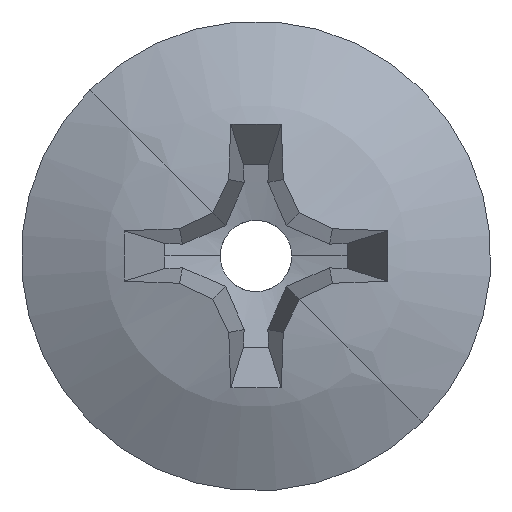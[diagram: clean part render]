
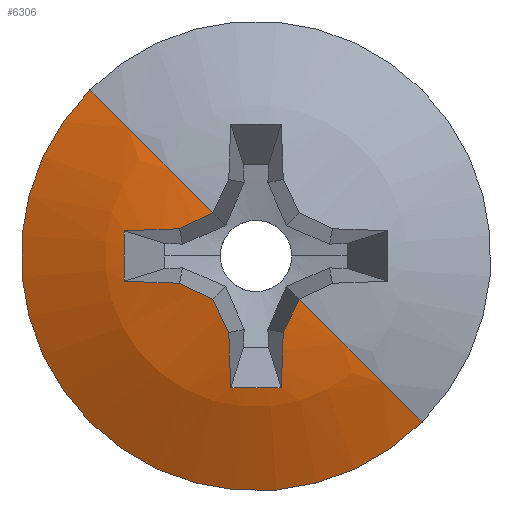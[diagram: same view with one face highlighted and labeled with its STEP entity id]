
A CAD part, left-side view. The second image highlights one B-rep face of the part: STEP entity #6306.
In plain terms, the highlighted spherical face has radius 6.558 mm.
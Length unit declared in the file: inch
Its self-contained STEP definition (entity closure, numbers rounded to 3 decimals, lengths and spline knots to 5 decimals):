
#2472=CARTESIAN_POINT('',(0.16393,0.01826,
0.01826));
#2473=DIRECTION('',(-0.162,0.698,0.698));
#2474=DIRECTION('',(-0.945,0.093,-0.312));
#2475=AXIS2_PLACEMENT_3D('',#2472,#2473,#2474);
#2477=CARTESIAN_POINT('',(-0.08772,0.,-0.03423));
#2478=CARTESIAN_POINT('',(-0.08762,0.00211,
-0.03498));
#2479=CARTESIAN_POINT('',(-0.08736,0.00632,
-0.03646));
#2480=CARTESIAN_POINT('',(-0.08682,0.01248,
-0.03862));
#2481=CARTESIAN_POINT('',(-0.08629,0.01707,
-0.0402));
#2482=CARTESIAN_POINT('',(-0.08598,0.01946,
-0.04101));
#2484=CARTESIAN_POINT('',(-0.08598,-0.01946,
-0.04101));
#2485=CARTESIAN_POINT('',(-0.08629,-0.01706,
-0.04019));
#2486=CARTESIAN_POINT('',(-0.08682,-0.01244,
-0.0386));
#2487=CARTESIAN_POINT('',(-0.08737,-0.00627,
-0.03645));
#2488=CARTESIAN_POINT('',(-0.08762,-0.00209,
-0.03497));
#2489=CARTESIAN_POINT('',(-0.08772,0.,-0.03423));
#2491=CARTESIAN_POINT('',(0.16393,-0.01826,
0.01826));
#2492=DIRECTION('',(-0.162,-0.698,0.698));
#2493=DIRECTION('',(-0.973,-0.005,-0.231));
#2494=AXIS2_PLACEMENT_3D('',#2491,#2492,#2493);
#2496=CARTESIAN_POINT('',(0.14445,0.03165,
0.03165));
#2497=DIRECTION('',(-0.468,0.625,0.625));
#2498=DIRECTION('',(-0.882,-0.291,-0.37));
#2499=AXIS2_PLACEMENT_3D('',#2496,#2497,#2498);
#2501=CARTESIAN_POINT('',(0.16393,0.01826,
-0.01826));
#2502=DIRECTION('',(-0.162,0.698,-0.698));
#2503=DIRECTION('',(-0.945,-0.312,-0.093));
#2504=AXIS2_PLACEMENT_3D('',#2501,#2502,#2503);
#2506=CARTESIAN_POINT('',(-0.08772,-0.03423,0.));
#2507=CARTESIAN_POINT('',(-0.08763,-0.03494,
-0.00199));
#2508=CARTESIAN_POINT('',(-0.08738,-0.03636,
-0.00602));
#2509=CARTESIAN_POINT('',(-0.08682,-0.03864,
-0.01254));
#2510=CARTESIAN_POINT('',(-0.08629,-0.04021,
-0.0171));
#2511=CARTESIAN_POINT('',(-0.08598,-0.04101,
-0.01946));
#2513=CARTESIAN_POINT('',(0.16817,0.,0.));
#2514=DIRECTION('',(0.,0.,-1.));
#2515=DIRECTION('',(-0.861,-0.509,0.));
#2516=AXIS2_PLACEMENT_3D('',#2513,#2514,#2515);
#2518=CARTESIAN_POINT('',(-0.054,0.,0.));
#2519=DIRECTION('',(-1.,0.,0.));
#2520=DIRECTION('',(0.,1.,0.));
#2521=AXIS2_PLACEMENT_3D('',#2518,#2519,#2520);
#2523=CARTESIAN_POINT('',(0.16817,0.,0.));
#2524=DIRECTION('',(0.,0.,1.));
#2525=DIRECTION('',(-0.861,0.509,0.));
#2526=AXIS2_PLACEMENT_3D('',#2523,#2524,#2525);
#2528=CARTESIAN_POINT('',(-0.08598,0.04101,
-0.01946));
#2529=CARTESIAN_POINT('',(-0.0861,0.04071,
-0.01856));
#2530=CARTESIAN_POINT('',(-0.08632,0.04009,
-0.01676));
#2531=CARTESIAN_POINT('',(-0.08663,0.03917,
-0.01409));
#2532=CARTESIAN_POINT('',(-0.0869,0.03824,
-0.0114));
#2533=CARTESIAN_POINT('',(-0.08715,0.03729,
-0.00868));
#2534=CARTESIAN_POINT('',(-0.08737,0.03631,
-0.00589));
#2535=CARTESIAN_POINT('',(-0.08756,0.0353,
-0.00301));
#2536=CARTESIAN_POINT('',(-0.08767,0.03459,
-0.00102));
#2537=CARTESIAN_POINT('',(-0.08772,0.03423,0.));
#2539=CARTESIAN_POINT('',(0.16393,-0.01826,
-0.01826));
#2540=DIRECTION('',(0.162,0.698,0.698));
#2541=DIRECTION('',(-0.945,0.312,-0.093));
#2542=AXIS2_PLACEMENT_3D('',#2539,#2540,#2541);
#2544=CARTESIAN_POINT('',(0.14445,-0.03165,
0.03165));
#2545=DIRECTION('',(0.468,0.625,-0.625));
#2546=DIRECTION('',(-0.882,0.291,-0.37));
#2547=AXIS2_PLACEMENT_3D('',#2544,#2545,#2546);
#2664=CARTESIAN_POINT('',(-0.08772,-0.03423,0.));
#2710=CARTESIAN_POINT('',(-0.08772,0.03423,0.));
#2941=CARTESIAN_POINT('',(-0.054,0.1315,0.));
#2943=VERTEX_POINT('',#2941);
#2945=CARTESIAN_POINT('',(-0.054,-0.1315,0.));
#2947=VERTEX_POINT('',#2945);
#3015=VERTEX_POINT('',#2664);
#3030=VERTEX_POINT('',#2710);
#3031=CARTESIAN_POINT('',(-0.07888,0.0421,
-0.062));
#3032=CARTESIAN_POINT('',(-0.08598,0.01946,
-0.04101));
#3033=VERTEX_POINT('',#3031);
#3034=VERTEX_POINT('',#3032);
#3035=VERTEX_POINT('',#2477);
#3036=VERTEX_POINT('',#2484);
#3037=CARTESIAN_POINT('',(-0.07888,-0.0421,
-0.062));
#3038=VERTEX_POINT('',#3037);
#3039=CARTESIAN_POINT('',(-0.07888,-0.062,
-0.0421));
#3040=VERTEX_POINT('',#3039);
#3041=CARTESIAN_POINT('',(-0.08598,-0.04101,
-0.01946));
#3042=VERTEX_POINT('',#3041);
#3043=VERTEX_POINT('',#2528);
#3044=CARTESIAN_POINT('',(-0.07888,0.062,
-0.0421));
#3045=VERTEX_POINT('',#3044);
#6274=CARTESIAN_POINT('',(0.16817,0.,0.));
#6275=DIRECTION('',(1.,0.,0.));
#6276=DIRECTION('',(0.,-1.,0.));
#6277=AXIS2_PLACEMENT_3D('',#6274,#6275,#6276);
#6278=SPHERICAL_SURFACE('',#6277,0.25817);
#6280=ORIENTED_EDGE('',*,*,#6279,.T.);
#6282=ORIENTED_EDGE('',*,*,#6281,.F.);
#6284=ORIENTED_EDGE('',*,*,#6283,.F.);
#6286=ORIENTED_EDGE('',*,*,#6285,.T.);
#6288=ORIENTED_EDGE('',*,*,#6287,.T.);
#6290=ORIENTED_EDGE('',*,*,#6289,.T.);
#6292=ORIENTED_EDGE('',*,*,#6291,.F.);
#6294=ORIENTED_EDGE('',*,*,#6293,.F.);
#6295=ORIENTED_EDGE('',*,*,#6267,.F.);
#6297=ORIENTED_EDGE('',*,*,#6296,.T.);
#6299=ORIENTED_EDGE('',*,*,#6298,.F.);
#6301=ORIENTED_EDGE('',*,*,#6300,.F.);
#6303=ORIENTED_EDGE('',*,*,#6302,.F.);
#6304=EDGE_LOOP('',(#6280,#6282,#6284,#6286,#6288,#6290,#6292,#6294,#6295,#6297,
#6299,#6301,#6303));
#6305=FACE_OUTER_BOUND('',#6304,.F.);
#2476=CIRCLE('',#2475,0.25684);
#2483=B_SPLINE_CURVE_WITH_KNOTS('',3,(#2477,#2478,#2479,#2480,#2481,#2482),
.UNSPECIFIED.,.F.,.F.,(4,1,1,4),(0.,0.33333,0.66667,1.),
.UNSPECIFIED.);
#2490=B_SPLINE_CURVE_WITH_KNOTS('',3,(#2484,#2485,#2486,#2487,#2488,#2489),
.UNSPECIFIED.,.F.,.F.,(4,1,1,4),(0.,0.33333,0.66667,1.),
.UNSPECIFIED.);
#2495=CIRCLE('',#2494,0.25684);
#2500=CIRCLE('',#2499,0.25315);
#2505=CIRCLE('',#2504,0.25684);
#2512=B_SPLINE_CURVE_WITH_KNOTS('',3,(#2506,#2507,#2508,#2509,#2510,#2511),
.UNSPECIFIED.,.F.,.F.,(4,1,1,4),(0.,0.33333,0.66667,1.),
.UNSPECIFIED.);
#2517=CIRCLE('',#2516,0.25817);
#2522=CIRCLE('',#2521,0.1315);
#2527=CIRCLE('',#2526,0.25817);
#2538=B_SPLINE_CURVE_WITH_KNOTS('',3,(#2528,#2529,#2530,#2531,#2532,#2533,#2534,
#2535,#2536,#2537),.UNSPECIFIED.,.F.,.F.,(4,1,1,1,1,1,1,4),(0.,
0.14286,0.28571,0.42857,0.57143,
0.71429,0.85714,1.),.UNSPECIFIED.);
#2543=CIRCLE('',#2542,0.25684);
#2548=CIRCLE('',#2547,0.25315);
#6267=EDGE_CURVE('',#2943,#2947,#2522,.T.);
#6279=EDGE_CURVE('',#3033,#3034,#2476,.T.);
#6281=EDGE_CURVE('',#3035,#3034,#2483,.T.);
#6283=EDGE_CURVE('',#3036,#3035,#2490,.T.);
#6285=EDGE_CURVE('',#3036,#3038,#2495,.T.);
#6287=EDGE_CURVE('',#3038,#3040,#2500,.T.);
#6289=EDGE_CURVE('',#3040,#3042,#2505,.T.);
#6291=EDGE_CURVE('',#3015,#3042,#2512,.T.);
#6293=EDGE_CURVE('',#2947,#3015,#2517,.T.);
#6296=EDGE_CURVE('',#2943,#3030,#2527,.T.);
#6298=EDGE_CURVE('',#3043,#3030,#2538,.T.);
#6300=EDGE_CURVE('',#3045,#3043,#2543,.T.);
#6302=EDGE_CURVE('',#3033,#3045,#2548,.T.);
#6306=ADVANCED_FACE('',(#6305),#6278,.T.);
